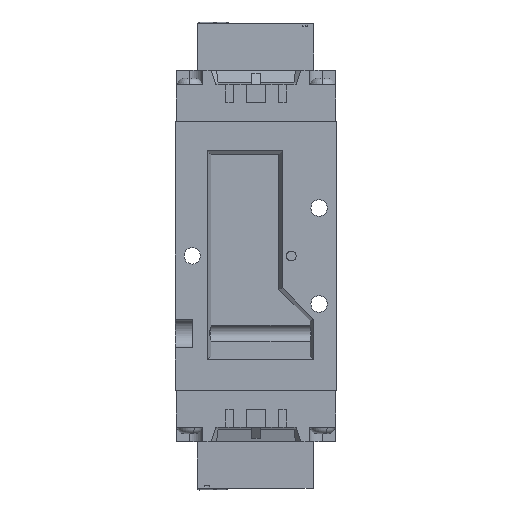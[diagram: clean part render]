
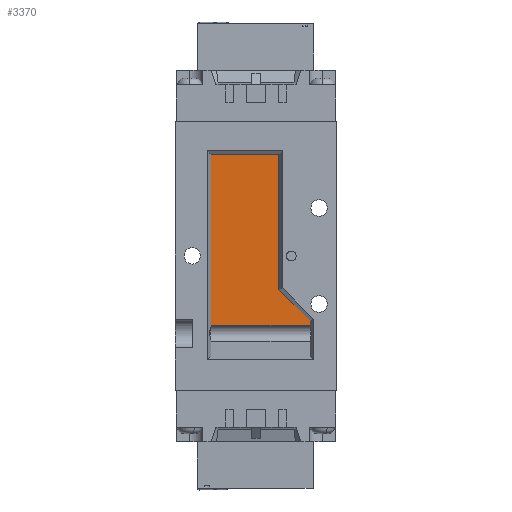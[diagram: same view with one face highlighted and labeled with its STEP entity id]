
A CAD part, left-side view. The second image highlights one B-rep face of the part: STEP entity #3370.
In plain terms, the highlighted planar face has unit normal (-1, 0, 0).
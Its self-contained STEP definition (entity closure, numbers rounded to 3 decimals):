
#3019 = AXIS2_PLACEMENT_3D ( 'NONE', #32927, #32928, #32929 ) ;
#3370 = ADVANCED_FACE ( 'NONE', ( #33707 ), #32926, .F. ) ;
#4000 = ORIENTED_EDGE ( 'NONE', *, *, #13681, .T. ) ;
#4001 = ORIENTED_EDGE ( 'NONE', *, *, #13682, .T. ) ;
#4002 = ORIENTED_EDGE ( 'NONE', *, *, #13683, .T. ) ;
#4003 = ORIENTED_EDGE ( 'NONE', *, *, #13684, .T. ) ;
#4004 = ORIENTED_EDGE ( 'NONE', *, *, #13685, .T. ) ;
#4005 = ORIENTED_EDGE ( 'NONE', *, *, #13686, .T. ) ;
#11274 = VERTEX_POINT ( 'NONE', #27201 ) ;
#11275 = VERTEX_POINT ( 'NONE', #27202 ) ;
#11276 = VERTEX_POINT ( 'NONE', #27203 ) ;
#11277 = VERTEX_POINT ( 'NONE', #27204 ) ;
#11278 = VERTEX_POINT ( 'NONE', #27205 ) ;
#11279 = VERTEX_POINT ( 'NONE', #27206 ) ;
#13681 = EDGE_CURVE ( 'NONE', #11274, #11275, #31639, .T. ) ;
#13682 = EDGE_CURVE ( 'NONE', #11275, #11276, #31641, .T. ) ;
#13683 = EDGE_CURVE ( 'NONE', #11276, #11277, #31643, .T. ) ;
#13684 = EDGE_CURVE ( 'NONE', #11277, #11278, #31645, .T. ) ;
#13685 = EDGE_CURVE ( 'NONE', #11278, #11279, #31647, .T. ) ;
#13686 = EDGE_CURVE ( 'NONE', #11279, #11274, #31649, .T. ) ;
#17333 = EDGE_LOOP ( 'NONE', ( #4000, #4001, #4002, #4003, #4004, #4005 ) ) ;
#27201 = CARTESIAN_POINT ( 'NONE',  ( -13.1, 12.7, -9.2 ) ) ;
#27202 = CARTESIAN_POINT ( 'NONE',  ( -13.1, 12.7, -57.15 ) ) ;
#27203 = CARTESIAN_POINT ( 'NONE',  ( -13.1, -15.2, -57.15 ) ) ;
#27204 = CARTESIAN_POINT ( 'NONE',  ( -13.1, -15.2, -55.9 ) ) ;
#27205 = CARTESIAN_POINT ( 'NONE',  ( -13.1, -6.4, -47.1 ) ) ;
#27206 = CARTESIAN_POINT ( 'NONE',  ( -13.1, -6.4, -9.2 ) ) ;
#28570 = CARTESIAN_POINT ( 'NONE',  ( -13.1, 12.7, -65.9 ) ) ;
#28571 = DIRECTION ( 'NONE',  ( 0., 0., -1. ) ) ;
#28572 = CARTESIAN_POINT ( 'NONE',  ( -13.1, -25.2, -57.15 ) ) ;
#28573 = DIRECTION ( 'NONE',  ( 0., -1., 0. ) ) ;
#28574 = CARTESIAN_POINT ( 'NONE',  ( -13.1, -15.2, -55.9 ) ) ;
#28575 = DIRECTION ( 'NONE',  ( 0., 0., 1. ) ) ;
#28576 = CARTESIAN_POINT ( 'NONE',  ( -13.1, -15.2, -55.9 ) ) ;
#28577 = DIRECTION ( 'NONE',  ( 0., 0.707, 0.707 ) ) ;
#28578 = CARTESIAN_POINT ( 'NONE',  ( -13.1, -6.4, -9.2 ) ) ;
#28579 = DIRECTION ( 'NONE',  ( 0., 0., 1. ) ) ;
#28580 = CARTESIAN_POINT ( 'NONE',  ( -13.1, 12.7, -9.2 ) ) ;
#28581 = DIRECTION ( 'NONE',  ( 0., 1., 0. ) ) ;
#31639 = LINE ( 'NONE', #28570, #31640 ) ;
#31640 = VECTOR ( 'NONE', #28571, 1000. ) ;
#31641 = LINE ( 'NONE', #28572, #31642 ) ;
#31642 = VECTOR ( 'NONE', #28573, 1000. ) ;
#31643 = LINE ( 'NONE', #28574, #31644 ) ;
#31644 = VECTOR ( 'NONE', #28575, 1000. ) ;
#31645 = LINE ( 'NONE', #28576, #31646 ) ;
#31646 = VECTOR ( 'NONE', #28577, 1000. ) ;
#31647 = LINE ( 'NONE', #28578, #31648 ) ;
#31648 = VECTOR ( 'NONE', #28579, 1000. ) ;
#31649 = LINE ( 'NONE', #28580, #31650 ) ;
#31650 = VECTOR ( 'NONE', #28581, 1000. ) ;
#32926 = PLANE ( 'NONE',  #3019 ) ;
#32927 = CARTESIAN_POINT ( 'NONE',  ( -13.1, -25.2, -65.9 ) ) ;
#32928 = DIRECTION ( 'NONE',  ( 1., 0., 0. ) ) ;
#32929 = DIRECTION ( 'NONE',  ( 0., 0., -1. ) ) ;
#33707 = FACE_OUTER_BOUND ( 'NONE', #17333, .T. ) ;
